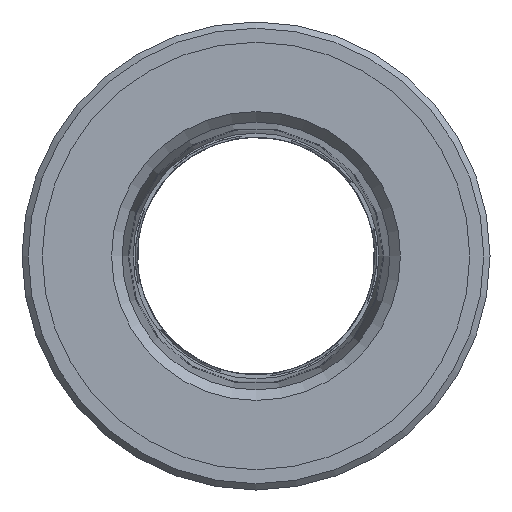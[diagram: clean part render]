
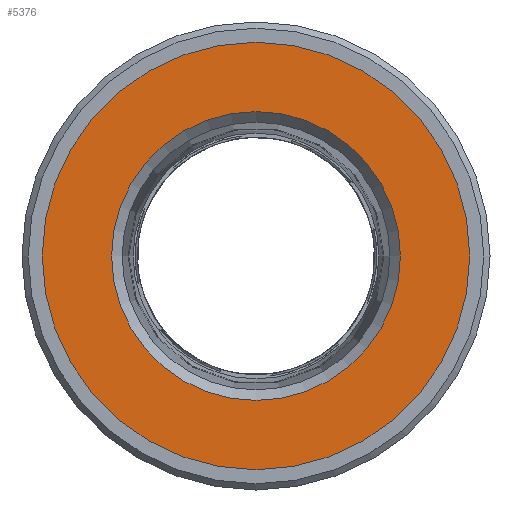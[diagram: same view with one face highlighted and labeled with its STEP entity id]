
A CAD part, front view. The second image highlights one B-rep face of the part: STEP entity #5376.
In plain terms, the highlighted planar face has unit normal (0, -1, 0).
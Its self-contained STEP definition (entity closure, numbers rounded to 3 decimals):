
#260=FACE_BOUND('',#1685,.T.);
#275=PLANE('',#5784);
#1368=FACE_OUTER_BOUND('',#1684,.T.);
#1684=EDGE_LOOP('',(#4101));
#1685=EDGE_LOOP('',(#4102));
#2044=CIRCLE('',#5777,10.275);
#2045=CIRCLE('',#5779,6.943);
#2519=VERTEX_POINT('',#11662);
#2520=VERTEX_POINT('',#11666);
#3138=EDGE_CURVE('',#2519,#2519,#2044,.T.);
#3140=EDGE_CURVE('',#2520,#2520,#2045,.T.);
#4101=ORIENTED_EDGE('',*,*,#3138,.T.);
#4102=ORIENTED_EDGE('',*,*,#3140,.F.);
#5376=ADVANCED_FACE('',(#1368,#260),#275,.F.);
#5777=AXIS2_PLACEMENT_3D('',#11663,#6095,#6096);
#5779=AXIS2_PLACEMENT_3D('',#11667,#6100,#6101);
#5784=AXIS2_PLACEMENT_3D('',#11677,#6112,#6113);
#6095=DIRECTION('center_axis',(0.,-1.,0.));
#6096=DIRECTION('ref_axis',(1.,0.,0.));
#6100=DIRECTION('center_axis',(0.,-1.,0.));
#6101=DIRECTION('ref_axis',(1.,0.,0.));
#6112=DIRECTION('center_axis',(0.,1.,0.));
#6113=DIRECTION('ref_axis',(1.,0.,0.));
#11662=CARTESIAN_POINT('',(-10.275,1.463,0.));
#11663=CARTESIAN_POINT('Origin',(0.,1.463,0.));
#11666=CARTESIAN_POINT('',(-6.943,1.463,0.));
#11667=CARTESIAN_POINT('Origin',(0.,1.463,0.));
#11677=CARTESIAN_POINT('Origin',(0.,1.463,0.));
